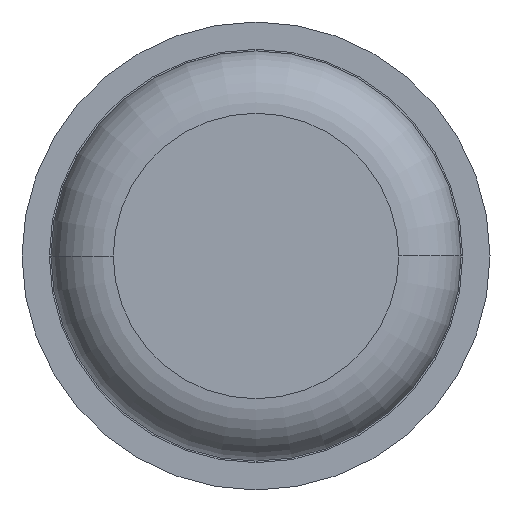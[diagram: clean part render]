
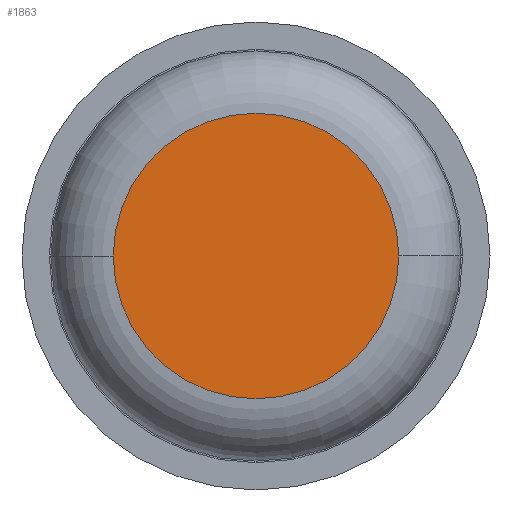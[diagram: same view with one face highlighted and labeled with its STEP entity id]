
A CAD part, front view. The second image highlights one B-rep face of the part: STEP entity #1863.
In plain terms, the highlighted planar face has unit normal (0, -1, 0).
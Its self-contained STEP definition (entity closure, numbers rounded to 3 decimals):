
#382 = EDGE_CURVE ( 'Defeature ausgef�hrt1_6+Defeature ausgef�hrt1_7+Defeature ausgef�hrt1_7+Defeature ausgef�hrt1_7', #2753, #4201, #2577, .T. ) ;
#759 = AXIS2_PLACEMENT_3D ( 'NONE', #2766, #3434, #2436 ) ;
#855 = CARTESIAN_POINT ( 'NONE',  ( -0.915, 0., 0. ) ) ;
#957 = AXIS2_PLACEMENT_3D ( 'NONE', #2641, #1685, #2676 ) ;
#1578 = CARTESIAN_POINT ( 'NONE',  ( 0., 0., 0. ) ) ;
#1580 = CARTESIAN_POINT ( 'NONE',  ( 0.915, 0., 0. ) ) ;
#1684 = ORIENTED_EDGE ( 'NONE', *, *, #3904, .T. ) ;
#1685 = DIRECTION ( 'NONE',  ( 0., -1., 0. ) ) ;
#1803 = EDGE_LOOP ( 'NONE', ( #1684, #3807 ) ) ;
#1826 = DIRECTION ( 'NONE',  ( 0., -1., 0. ) ) ;
#1863 = ADVANCED_FACE ( 'Defeature ausgef�hrt1_6', ( #2216 ), #3109, .F. ) ;
#1916 = DIRECTION ( 'NONE',  ( -1., 0., 0. ) ) ;
#2125 = CIRCLE ( 'NONE', #957, 0.915 ) ;
#2216 = FACE_OUTER_BOUND ( 'NONE', #1803, .T. ) ;
#2436 = DIRECTION ( 'NONE',  ( -1., 0., 0. ) ) ;
#2577 = CIRCLE ( 'NONE', #4026, 0.915 ) ;
#2641 = CARTESIAN_POINT ( 'NONE',  ( 0., 0., 0. ) ) ;
#2676 = DIRECTION ( 'NONE',  ( -1., 0., 0. ) ) ;
#2753 = VERTEX_POINT ( 'NONE', #1580 ) ;
#2766 = CARTESIAN_POINT ( 'NONE',  ( 0., 0., 0. ) ) ;
#3109 = PLANE ( 'NONE',  #759 ) ;
#3434 = DIRECTION ( 'NONE',  ( 0., 1., 0. ) ) ;
#3807 = ORIENTED_EDGE ( 'NONE', *, *, #382, .T. ) ;
#3904 = EDGE_CURVE ( 'Defeature ausgef�hrt1_6+Defeature ausgef�hrt1_7+Defeature ausgef�hrt1_7+Defeature ausgef�hrt1_7', #4201, #2753, #2125, .T. ) ;
#4026 = AXIS2_PLACEMENT_3D ( 'NONE', #1578, #1826, #1916 ) ;
#4201 = VERTEX_POINT ( 'NONE', #855 ) ;
